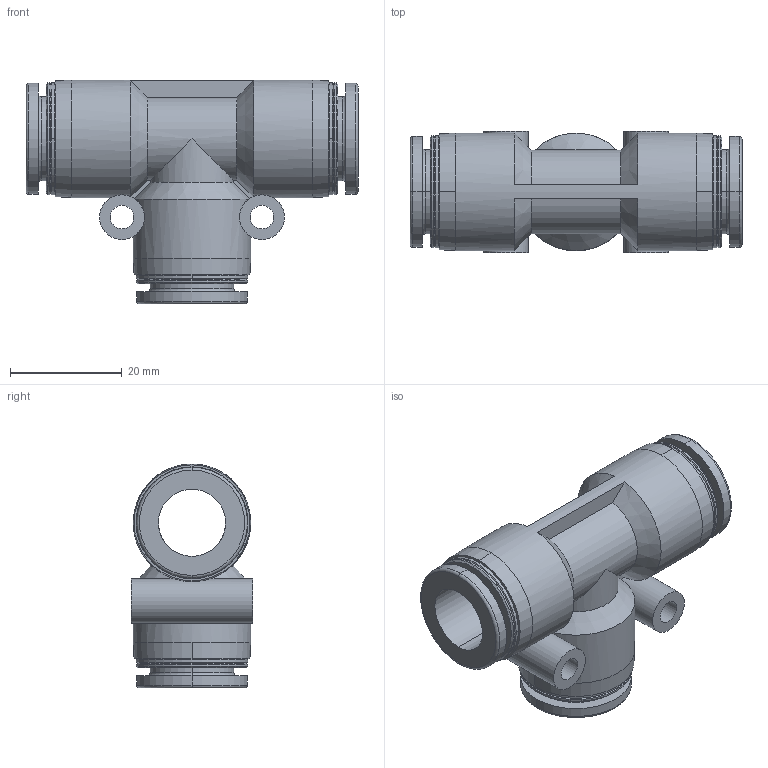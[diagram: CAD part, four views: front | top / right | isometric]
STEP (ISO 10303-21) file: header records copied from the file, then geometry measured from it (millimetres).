
FILE_DESCRIPTION(/* description */ (''),/* implementation_level */ '2;1');
FILE_NAME(/* name */ 'PE12.stp',/* time_stamp */ '2025-02-03T13:49:34-05:00',/* author */ ('esanner'),/* organization */ (''),/* preprocessor_version */ 'ST-DEVELOPER v19',/* originating_system */ 'AutoCAD Mechanical',/* authorisation */ '');
FILE_SCHEMA (('AUTOMOTIVE_DESIGN { 1 0 10303 214 3 1 1 }'));
Length unit declared in the file: millimetre
Products named in the file (1): Product
Bounding box: 59.3 x 21.7 x 40 mm (x, y, z)
Volume: 15714.6 mm3; surface area: 10933.2 mm2
Topology: 1 solids, 1 shells, 108 faces, 272 edges, 176 vertices
Faces by surface type: cylinder 38, cone 36, plane 22, torus 12
Full cylindrical faces by diameter (mm): 4.2 x2, 8 x2, 21 x2
Entity records: 3587 total; most frequent: CARTESIAN_POINT 846, DIRECTION 617, ORIENTED_EDGE 550, EDGE_CURVE 275, AXIS2_PLACEMENT_3D 261, VERTEX_POINT 181, CIRCLE 144, EDGE_LOOP 128
